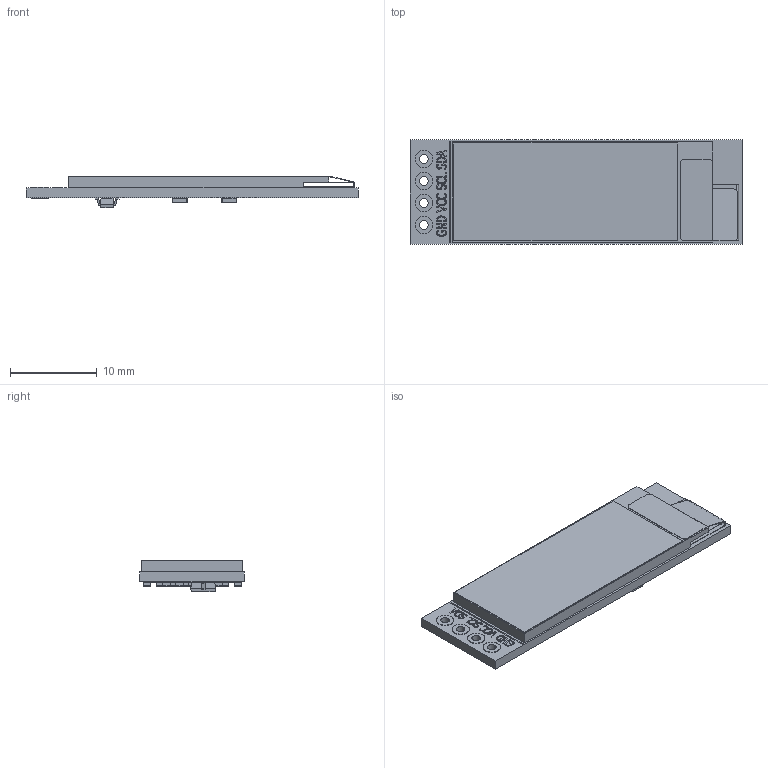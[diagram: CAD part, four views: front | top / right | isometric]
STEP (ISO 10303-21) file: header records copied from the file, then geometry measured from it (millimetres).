
FILE_DESCRIPTION (( 'STEP AP214' ), '1' );
FILE_NAME ('SSD1306_OLED_0.91_128x32_NO_HEADER.STEP', '2021-03-05T19:12:58', ( '' ), ( '' ), 'SwSTEP 2.0', 'SolidWorks 2020', '' );
FILE_SCHEMA (( 'AUTOMOTIVE_DESIGN' ));
Length unit declared in the file: millimetre
Products named in the file (4): SSD1306_OLED_0.91_128x32_NO_HEADER; 2SD0601A.stp; RESC-0603.stp; OLED_0.91_128x32.stp
Assembly tree (15 placements, depth 2):
  SSD1306_OLED_0.91_128x32_NO_HEADER
    OLED_0.91_128x32.stp
    RESC-0603.stp  x13
    2SD0601A.stp
Bounding box: 38.3 x 12.1 x 3.69 mm (x, y, z)
Volume: 1001.5 mm3; surface area: 1535 mm2
Topology: 44 solids, 44 shells, 1026 faces, 2676 edges, 1764 vertices
Faces by surface type: plane 700, cylinder 216, bspline 110
Entity records: 14213 total; most frequent: CARTESIAN_POINT 3626, ORIENTED_EDGE 2136, DIRECTION 1612, EDGE_CURVE 1068, VERTEX_POINT 708, LINE 704, VECTOR 704, AXIS2_PLACEMENT_3D 454
